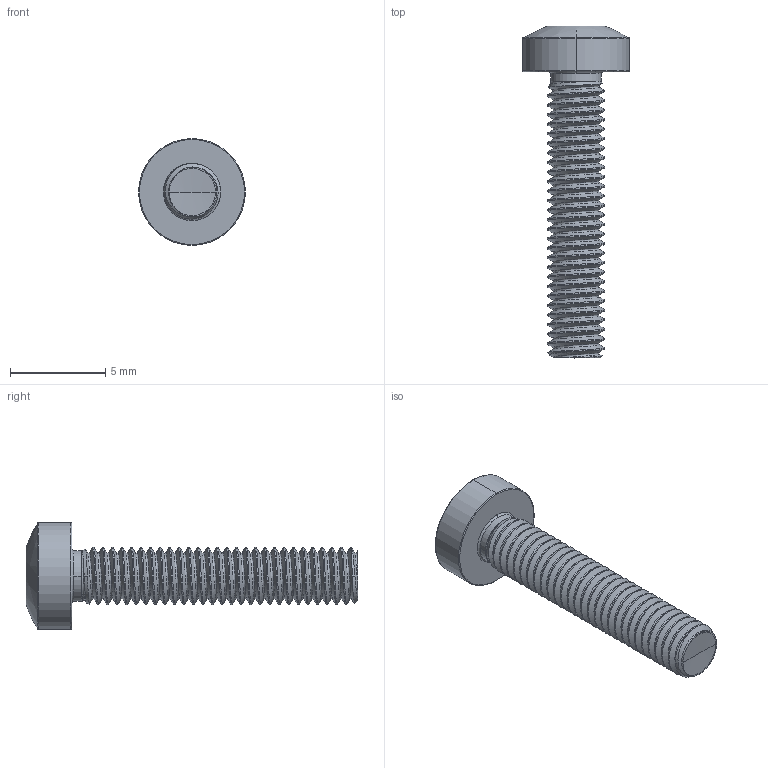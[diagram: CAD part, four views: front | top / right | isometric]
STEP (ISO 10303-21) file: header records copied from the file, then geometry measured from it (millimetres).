
FILE_DESCRIPTION (( 'STEP AP203' ), '1' );
FILE_NAME ('STM390300150.STEP', '2020-12-23T14:56:30', ( '' ), ( '' ), 'SwSTEP 2.0', 'SolidWorks 2015', '' );
FILE_SCHEMA (( 'CONFIG_CONTROL_DESIGN' ));
Length unit declared in the file: millimetre
Products named in the file (2): STM390300150
Bounding box: 5.6 x 17.4 x 5.6 mm (x, y, z)
Volume: 131.7 mm3; surface area: 301.8 mm2
Topology: 1 solids, 1 shells, 129 faces, 347 edges, 220 vertices
Faces by surface type: cylinder 79, bspline 18, torus 13, cone 12, sphere 4, plane 3
Entity records: 25464 total; most frequent: CARTESIAN_POINT 22610, ORIENTED_EDGE 690, DIRECTION 442, EDGE_CURVE 345, VERTEX_POINT 220, AXIS2_PLACEMENT_3D 177, EDGE_LOOP 131, FACE_OUTER_BOUND 129
